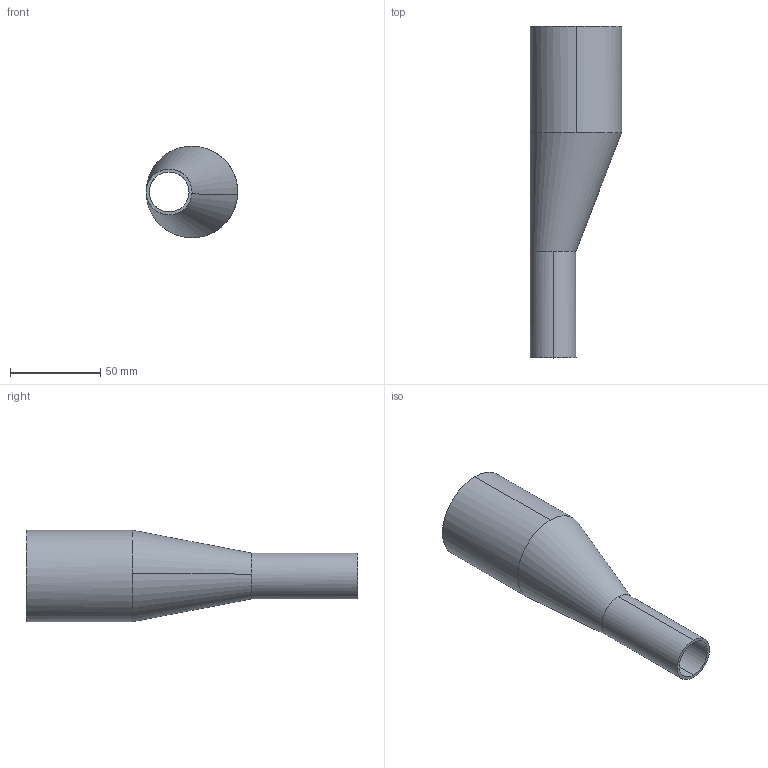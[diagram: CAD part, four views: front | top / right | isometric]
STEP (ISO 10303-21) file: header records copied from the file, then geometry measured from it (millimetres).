
FILE_DESCRIPTION (( 'STEP AP214' ), '1' );
FILE_NAME ('DT11E 50.8x25.4.STEP', '2014-02-12T02:41:25', ( '' ), ( '' ), 'SwSTEP 2.0', 'SolidWorks 2013', '' );
FILE_SCHEMA (( 'AUTOMOTIVE_DESIGN' ));
Length unit declared in the file: millimetre
Products named in the file (1): DT11E 50.8x25.4
Bounding box: 50.8 x 184.2 x 50.8 mm (x, y, z)
Volume: 34798.8 mm3; surface area: 42972.2 mm2
Topology: 1 solids, 1 shells, 14 faces, 36 edges, 24 vertices
Faces by surface type: cylinder 8, bspline 4, plane 2
Entity records: 990 total; most frequent: CARTESIAN_POINT 603, DIRECTION 78, ORIENTED_EDGE 72, EDGE_CURVE 36, AXIS2_PLACEMENT_3D 35, CIRCLE 24, VERTEX_POINT 24, EDGE_LOOP 16
